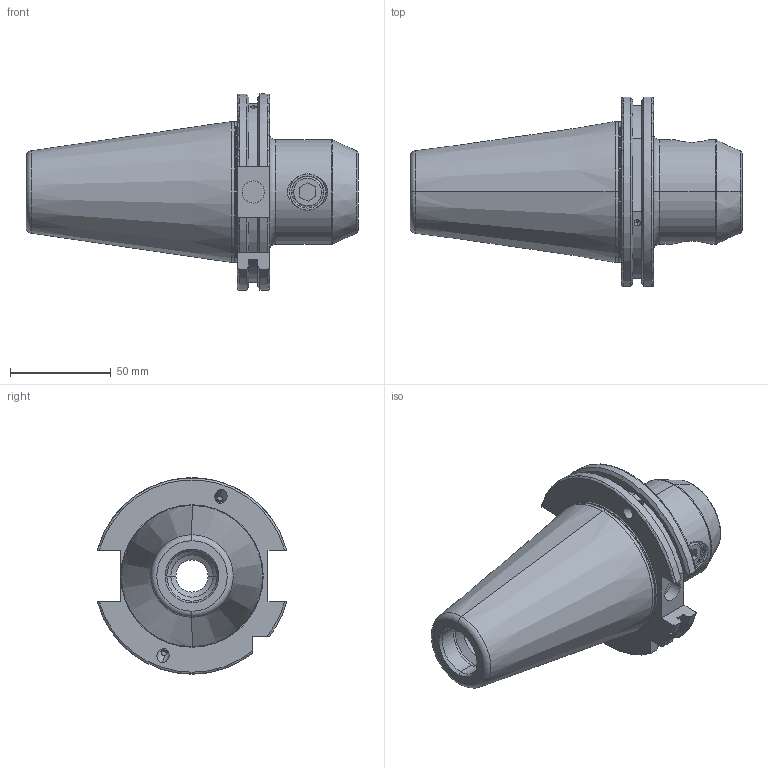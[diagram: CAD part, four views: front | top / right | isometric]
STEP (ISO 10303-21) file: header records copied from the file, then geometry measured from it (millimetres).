
FILE_DESCRIPTION (( 'STEP AP203' ), '1' );
FILE_NAME ('91506-WE720063.STEP', '2018-02-16T11:24:56', ( '' ), ( '' ), 'SwSTEP 2.0', 'SolidWorks 2009', '' );
FILE_SCHEMA (( 'CONFIG_CONTROL_DESIGN' ));
Length unit declared in the file: millimetre
Products named in the file (4): SK50EM20063FWW; M16X16_ISO 4026 - M16 x 10-N; 91506-WE720063; Copy of M4X4_DIN 913 - M4 x 4-N
Assembly tree (4 placements, depth 2):
  91506-WE720063
    Copy of M4X4_DIN 913 - M4 x 4-N  x2
    M16X16_ISO 4026 - M16 x 10-N
    SK50EM20063FWW
Bounding box: 164.75 x 94.05 x 97.5 mm (x, y, z)
Volume: 396739.6 mm3; surface area: 55089.5 mm2
Topology: 4 solids, 4 shells, 169 faces, 413 edges, 261 vertices
Faces by surface type: cylinder 55, plane 53, cone 37, torus 22, sphere 2
Entity records: 5701 total; most frequent: CARTESIAN_POINT 1580, DIRECTION 797, ORIENTED_EDGE 762, EDGE_CURVE 381, AXIS2_PLACEMENT_3D 318, VERTEX_POINT 241, EDGE_LOOP 174, VECTOR 161
